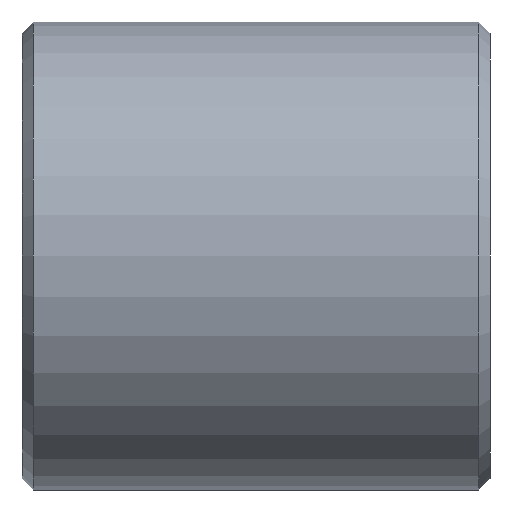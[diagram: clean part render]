
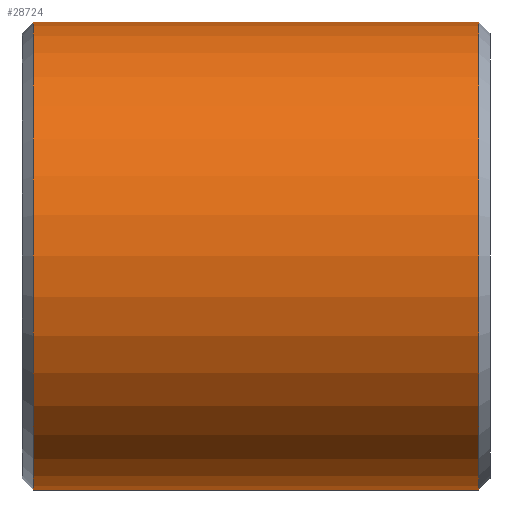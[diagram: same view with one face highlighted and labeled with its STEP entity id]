
A CAD part, front view. The second image highlights one B-rep face of the part: STEP entity #28724.
In plain terms, the highlighted cylindrical face has radius 6.25 mm (diameter 12.5 mm), a full revolution.
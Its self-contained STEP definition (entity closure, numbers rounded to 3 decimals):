
#43 = CONICAL_SURFACE('',#44,6.25,0.785);
#44 = AXIS2_PLACEMENT_3D('',#45,#46,#47);
#45 = CARTESIAN_POINT('',(0.3,0.,0.));
#46 = DIRECTION('',(1.,0.,0.));
#47 = DIRECTION('',(0.,0.,1.));
#10614 = VERTEX_POINT('',#10615);
#10615 = CARTESIAN_POINT('',(0.3,0.,6.25));
#10638 = EDGE_CURVE('',#10614,#10614,#10639,.T.);
#10639 = SURFACE_CURVE('',#10640,(#10645,#10652),.PCURVE_S1.);
#10640 = CIRCLE('',#10641,6.25);
#10641 = AXIS2_PLACEMENT_3D('',#10642,#10643,#10644);
#10642 = CARTESIAN_POINT('',(0.3,0.,0.));
#10643 = DIRECTION('',(1.,0.,0.));
#10644 = DIRECTION('',(0.,0.,1.));
#10645 = PCURVE('',#43,#10646);
#10646 = DEFINITIONAL_REPRESENTATION('',(#10647),#10651);
#10647 = LINE('',#10648,#10649);
#10648 = CARTESIAN_POINT('',(0.,0.));
#10649 = VECTOR('',#10650,1.);
#10650 = DIRECTION('',(1.,0.));
#10651 = ( GEOMETRIC_REPRESENTATION_CONTEXT(2) 
PARAMETRIC_REPRESENTATION_CONTEXT() REPRESENTATION_CONTEXT('2D SPACE',''
  ) );
#10652 = PCURVE('',#10653,#10658);
#10653 = CYLINDRICAL_SURFACE('',#10654,6.25);
#10654 = AXIS2_PLACEMENT_3D('',#10655,#10656,#10657);
#10655 = CARTESIAN_POINT('',(0.,0.,0.));
#10656 = DIRECTION('',(1.,0.,0.));
#10657 = DIRECTION('',(0.,0.,1.));
#10658 = DEFINITIONAL_REPRESENTATION('',(#10659),#10663);
#10659 = LINE('',#10660,#10661);
#10660 = CARTESIAN_POINT('',(0.,0.3));
#10661 = VECTOR('',#10662,1.);
#10662 = DIRECTION('',(1.,0.));
#10663 = ( GEOMETRIC_REPRESENTATION_CONTEXT(2) 
PARAMETRIC_REPRESENTATION_CONTEXT() REPRESENTATION_CONTEXT('2D SPACE',''
  ) );
#28724 = ADVANCED_FACE('',(#28725),#10653,.T.);
#28725 = FACE_BOUND('',#28726,.T.);
#28726 = EDGE_LOOP('',(#28727,#28750,#28751,#28752));
#28727 = ORIENTED_EDGE('',*,*,#28728,.F.);
#28728 = EDGE_CURVE('',#10614,#28729,#28731,.T.);
#28729 = VERTEX_POINT('',#28730);
#28730 = CARTESIAN_POINT('',(12.2,0.,6.25));
#28731 = SEAM_CURVE('',#28732,(#28736,#28743),.PCURVE_S1.);
#28732 = LINE('',#28733,#28734);
#28733 = CARTESIAN_POINT('',(0.,0.,6.25));
#28734 = VECTOR('',#28735,1.);
#28735 = DIRECTION('',(1.,0.,0.));
#28736 = PCURVE('',#10653,#28737);
#28737 = DEFINITIONAL_REPRESENTATION('',(#28738),#28742);
#28738 = LINE('',#28739,#28740);
#28739 = CARTESIAN_POINT('',(0.,0.));
#28740 = VECTOR('',#28741,1.);
#28741 = DIRECTION('',(0.,1.));
#28742 = ( GEOMETRIC_REPRESENTATION_CONTEXT(2) 
PARAMETRIC_REPRESENTATION_CONTEXT() REPRESENTATION_CONTEXT('2D SPACE',''
  ) );
#28743 = PCURVE('',#10653,#28744);
#28744 = DEFINITIONAL_REPRESENTATION('',(#28745),#28749);
#28745 = LINE('',#28746,#28747);
#28746 = CARTESIAN_POINT('',(6.283,0.));
#28747 = VECTOR('',#28748,1.);
#28748 = DIRECTION('',(0.,1.));
#28749 = ( GEOMETRIC_REPRESENTATION_CONTEXT(2) 
PARAMETRIC_REPRESENTATION_CONTEXT() REPRESENTATION_CONTEXT('2D SPACE',''
  ) );
#28750 = ORIENTED_EDGE('',*,*,#10638,.T.);
#28751 = ORIENTED_EDGE('',*,*,#28728,.T.);
#28752 = ORIENTED_EDGE('',*,*,#28753,.F.);
#28753 = EDGE_CURVE('',#28729,#28729,#28754,.T.);
#28754 = SURFACE_CURVE('',#28755,(#28760,#28767),.PCURVE_S1.);
#28755 = CIRCLE('',#28756,6.25);
#28756 = AXIS2_PLACEMENT_3D('',#28757,#28758,#28759);
#28757 = CARTESIAN_POINT('',(12.2,0.,0.));
#28758 = DIRECTION('',(1.,0.,0.));
#28759 = DIRECTION('',(0.,0.,1.));
#28760 = PCURVE('',#10653,#28761);
#28761 = DEFINITIONAL_REPRESENTATION('',(#28762),#28766);
#28762 = LINE('',#28763,#28764);
#28763 = CARTESIAN_POINT('',(0.,12.2));
#28764 = VECTOR('',#28765,1.);
#28765 = DIRECTION('',(1.,0.));
#28766 = ( GEOMETRIC_REPRESENTATION_CONTEXT(2) 
PARAMETRIC_REPRESENTATION_CONTEXT() REPRESENTATION_CONTEXT('2D SPACE',''
  ) );
#28767 = PCURVE('',#28768,#28773);
#28768 = CONICAL_SURFACE('',#28769,6.25,0.785);
#28769 = AXIS2_PLACEMENT_3D('',#28770,#28771,#28772);
#28770 = CARTESIAN_POINT('',(12.2,0.,0.));
#28771 = DIRECTION('',(-1.,-0.,-0.));
#28772 = DIRECTION('',(0.,0.,1.));
#28773 = DEFINITIONAL_REPRESENTATION('',(#28774),#28778);
#28774 = LINE('',#28775,#28776);
#28775 = CARTESIAN_POINT('',(-0.,-0.));
#28776 = VECTOR('',#28777,1.);
#28777 = DIRECTION('',(-1.,-0.));
#28778 = ( GEOMETRIC_REPRESENTATION_CONTEXT(2) 
PARAMETRIC_REPRESENTATION_CONTEXT() REPRESENTATION_CONTEXT('2D SPACE',''
  ) );
